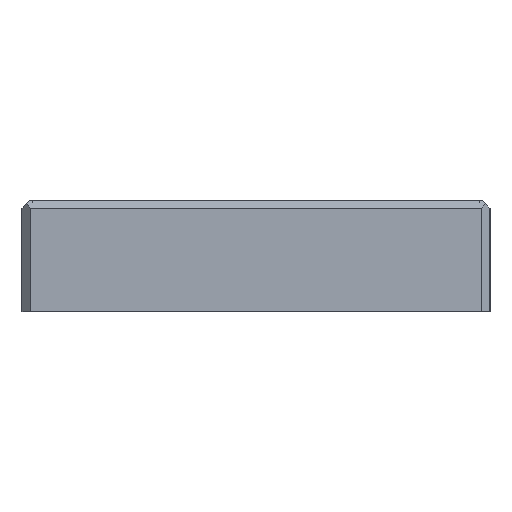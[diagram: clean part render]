
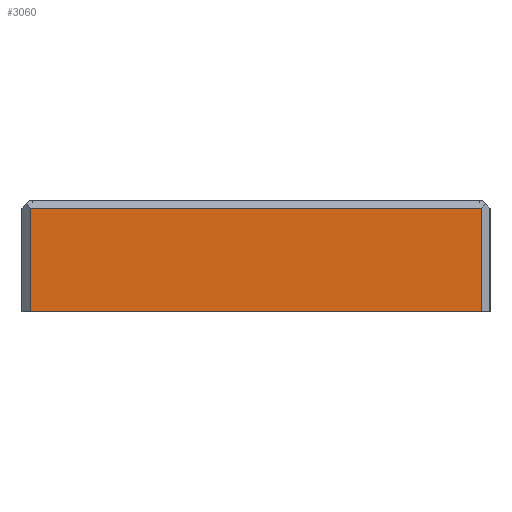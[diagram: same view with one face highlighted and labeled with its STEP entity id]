
A CAD part, left-side view. The second image highlights one B-rep face of the part: STEP entity #3060.
In plain terms, the highlighted planar face has unit normal (-1, 0, 0).
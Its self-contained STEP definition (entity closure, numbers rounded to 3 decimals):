
#84=FACE_OUTER_BOUND('',#268,.T.);
#268=EDGE_LOOP('',(#2070,#2071,#2072,#2073));
#466=LINE('',#4279,#881);
#476=LINE('',#4298,#891);
#490=LINE('',#4326,#905);
#501=LINE('',#4348,#916);
#881=VECTOR('',#3455,10.);
#891=VECTOR('',#3467,10.);
#905=VECTOR('',#3487,10.);
#916=VECTOR('',#3508,10.);
#1296=VERTEX_POINT('',#4276);
#1297=VERTEX_POINT('',#4278);
#1305=VERTEX_POINT('',#4296);
#1316=VERTEX_POINT('',#4324);
#1572=EDGE_CURVE('',#1296,#1297,#466,.T.);
#1582=EDGE_CURVE('',#1305,#1296,#476,.T.);
#1596=EDGE_CURVE('',#1316,#1305,#490,.T.);
#1607=EDGE_CURVE('',#1297,#1316,#501,.T.);
#2070=ORIENTED_EDGE('',*,*,#1572,.F.);
#2071=ORIENTED_EDGE('',*,*,#1582,.F.);
#2072=ORIENTED_EDGE('',*,*,#1596,.F.);
#2073=ORIENTED_EDGE('',*,*,#1607,.F.);
#2887=PLANE('',#3258);
#3060=ADVANCED_FACE('',(#84),#2887,.T.);
#3258=AXIS2_PLACEMENT_3D('',#4353,#3514,#3515);
#3455=DIRECTION('',(0.,0.,1.));
#3467=DIRECTION('',(0.,1.,0.));
#3487=DIRECTION('',(0.,0.,-1.));
#3508=DIRECTION('',(0.,-1.,0.));
#3514=DIRECTION('center_axis',(-1.,0.,0.));
#3515=DIRECTION('ref_axis',(0.,1.,0.));
#4276=CARTESIAN_POINT('',(-220.25,18.25,-16.4));
#4278=CARTESIAN_POINT('',(-220.25,18.25,2.2));
#4279=CARTESIAN_POINT('',(-220.25,18.25,-1.4));
#4296=CARTESIAN_POINT('',(-220.25,-62.75,-16.4));
#4298=CARTESIAN_POINT('',(-220.25,-64.25,-16.4));
#4324=CARTESIAN_POINT('',(-220.25,-62.75,2.2));
#4326=CARTESIAN_POINT('',(-220.25,-62.75,-1.4));
#4348=CARTESIAN_POINT('',(-220.25,-43.25,2.2));
#4353=CARTESIAN_POINT('Origin',(-220.25,-64.25,-1.4));
